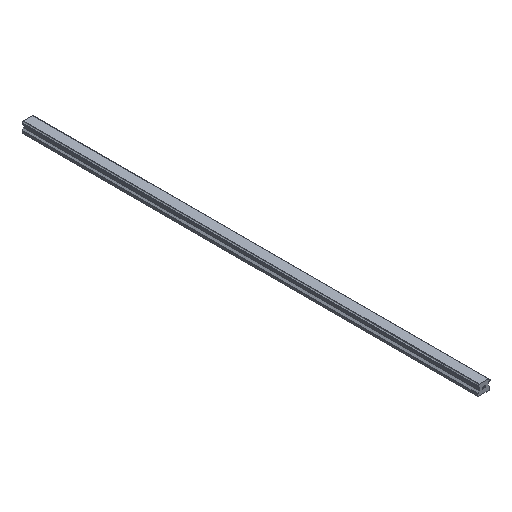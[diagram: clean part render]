
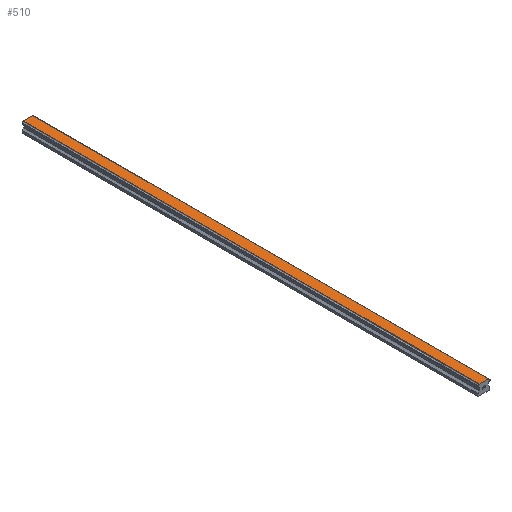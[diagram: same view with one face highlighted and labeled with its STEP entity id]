
A CAD part, isometric view. The second image highlights one B-rep face of the part: STEP entity #510.
In plain terms, the highlighted planar face has unit normal (0, 0, 1).
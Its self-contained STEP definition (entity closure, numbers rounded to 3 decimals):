
#510=ADVANCED_FACE('',(#1043),#1044,.T.);
#1043=FACE_OUTER_BOUND('',#1608,.T.);
#1044=PLANE('',#1609);
#1608=EDGE_LOOP('',(#3090,#3091,#3092,#3093));
#1609=AXIS2_PLACEMENT_3D('',#3094,#3095,#3096);
#3090=ORIENTED_EDGE('',*,*,#3776,.T.);
#3091=ORIENTED_EDGE('',*,*,#3914,.F.);
#3092=ORIENTED_EDGE('',*,*,#3638,.T.);
#3093=ORIENTED_EDGE('',*,*,#3912,.T.);
#3094=CARTESIAN_POINT('',(0.,1280.0,29.));
#3095=DIRECTION('',(0.0,0.0,1.0));
#3096=DIRECTION('',(-1.0,0.0,0.0));
#3638=EDGE_CURVE('',#4455,#4453,#4456,.T.);
#3776=EDGE_CURVE('',#4686,#4684,#4687,.T.);
#3912=EDGE_CURVE('',#4453,#4686,#4845,.T.);
#3914=EDGE_CURVE('',#4455,#4684,#4847,.T.);
#4453=VERTEX_POINT('',#5577);
#4455=VERTEX_POINT('',#5580);
#4456=LINE('',#5581,#5582);
#4684=VERTEX_POINT('',#5900);
#4686=VERTEX_POINT('',#5903);
#4687=LINE('',#5904,#5905);
#4845=LINE('',#6099,#6100);
#4847=LINE('',#6102,#6103);
#5577=CARTESIAN_POINT('',(-13.251,1280.0,29.));
#5580=CARTESIAN_POINT('',(13.251,1280.0,29.));
#5581=CARTESIAN_POINT('',(13.251,1280.0,29.));
#5582=VECTOR('',#6499,1.0);
#5900=CARTESIAN_POINT('',(13.251,0.0,29.));
#5903=CARTESIAN_POINT('',(-13.251,0.0,29.));
#5904=CARTESIAN_POINT('',(13.251,0.0,29.));
#5905=VECTOR('',#6657,1.0);
#6099=CARTESIAN_POINT('',(-13.251,1280.0,29.));
#6100=VECTOR('',#6823,1.0);
#6102=CARTESIAN_POINT('',(13.251,1280.0,29.));
#6103=VECTOR('',#6824,1.0);
#6499=DIRECTION('',(-1.0,0.0,0.0));
#6657=DIRECTION('',(1.0,0.0,0.0));
#6823=DIRECTION('',(0.0,-1.0,0.0));
#6824=DIRECTION('',(0.0,-1.0,0.0));
